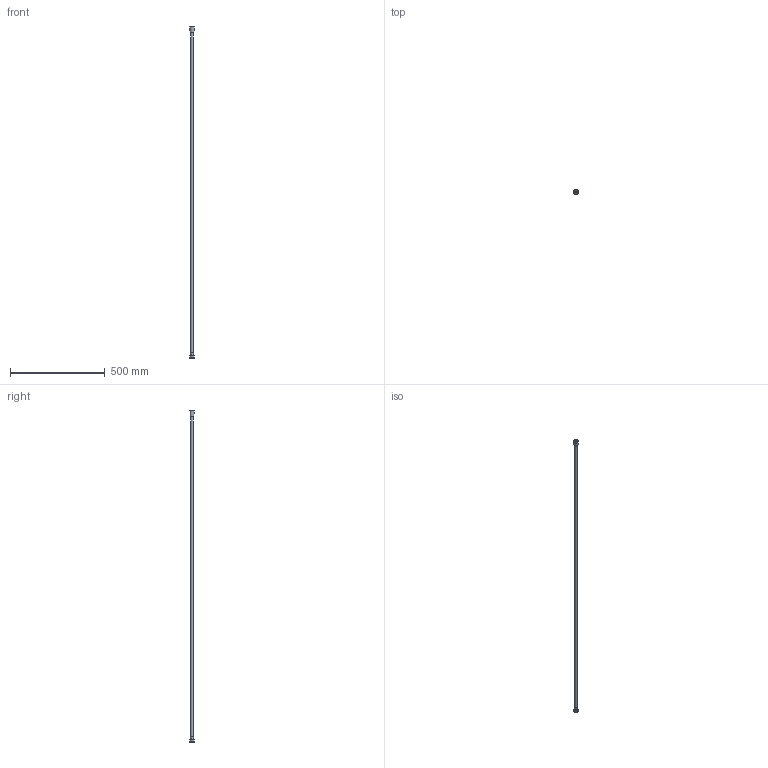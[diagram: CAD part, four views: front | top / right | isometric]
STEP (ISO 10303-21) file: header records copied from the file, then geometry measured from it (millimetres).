
FILE_DESCRIPTION(/* description */ ('Unknown'),/* implementation_level */ '2;1');
FILE_NAME(/* name */ '28388000d',/* time_stamp */ '2022-09-08T14:45:50+02:00',/* author */ ('Unknown'),/* organization */ ('GROHE AG'),/* preprocessor_version */ 'ST-DEVELOPER v16.7',/* originating_system */ 'DEX',/* authorisation */ $);
FILE_SCHEMA (('AUTOMOTIVE_DESIGN {1 0 10303 214 3 1 1}'));
Length unit declared in the file: millimetre
Products named in the file (2): 28388000d; id11
Assembly tree (1 placements, depth 2):
  28388000d
    id11
Bounding box: 23.6 x 23.6 x 1750 mm (x, y, z)
Surface area: 172461.5 mm2 (no closed solid volume)
Topology: 0 solids, 11 shells, 45 faces, 99 edges, 66 vertices
Faces by surface type: cylinder 20, plane 12, torus 8, cone 5
Full cylindrical faces by diameter (mm): 7 x2, 8 x1, 12 x2, 14 x1, 15 x1, 15.3 x2, 16 x2, 16.2 x2, 18.63 x1, 18.631 x1, 19.9 x1, 21.2 x1, 21.3 x1, 23 x2
Entity records: 1290 total; most frequent: DIRECTION 206, CARTESIAN_POINT 159, AXIS2_PLACEMENT_3D 103, ORIENTED_EDGE 90, EDGE_LOOP 90, FACE_BOUND 90, EDGE_CURVE 56, VERTEX_POINT 56
